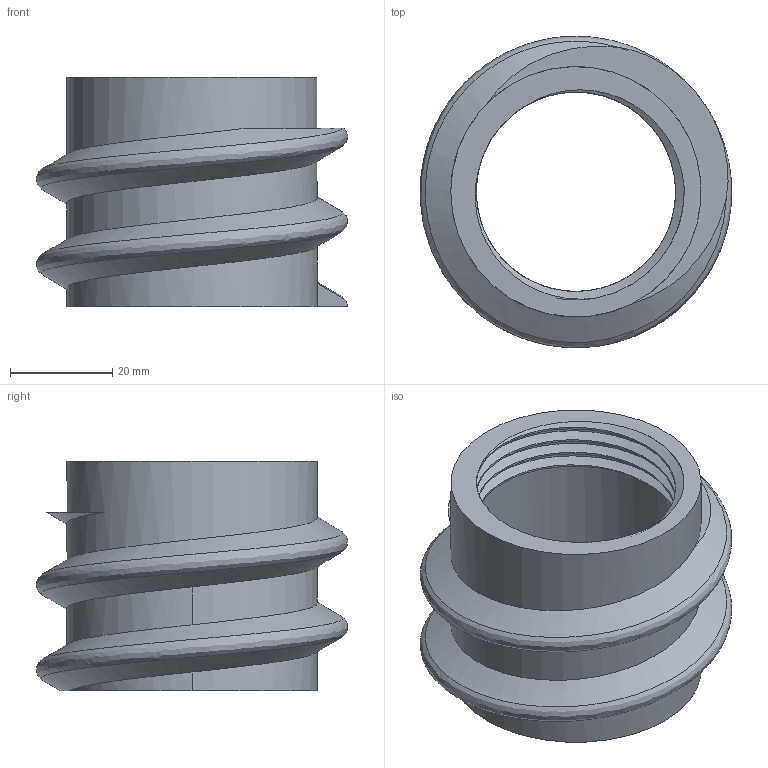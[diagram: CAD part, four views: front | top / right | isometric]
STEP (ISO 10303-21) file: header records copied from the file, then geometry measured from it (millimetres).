
FILE_DESCRIPTION(/* description */ (''),/* implementation_level */ '2;1');
FILE_NAME(/* name */ '3aa4f81b-722e-42af-bc21-7740e44b0887.stp',/* time_stamp */ '2018-09-11T16:38:55+02:00',/* author */ ('pakue'),/* organization */ (''),/* preprocessor_version */ 'ST-DEVELOPER v17.2',/* originating_system */ 'Autodesk Translation Framework v7.6.0.251',/* authorisation */ '');
FILE_SCHEMA (('AUTOMOTIVE_DESIGN { 1 0 10303 214 3 1 1 }'));
Length unit declared in the file: millimetre
Products named in the file (1): Tube_adapter
Bounding box: 60.96 x 60.97 x 45 mm (x, y, z)
Volume: 35076.9 mm3; surface area: 18041.1 mm2
Topology: 1 solids, 1 shells, 24 faces, 65 edges, 43 vertices
Faces by surface type: cylinder 13, plane 6, bspline 5
Full cylindrical faces by diameter (mm): 39.002 x3, 42 x1, 42.349 x3, 49 x2
Entity records: 2922 total; most frequent: CARTESIAN_POINT 2352, ORIENTED_EDGE 130, DIRECTION 82, EDGE_CURVE 65, VERTEX_POINT 43, B_SPLINE_CURVE_WITH_KNOTS 37, AXIS2_PLACEMENT_3D 34, EDGE_LOOP 26
